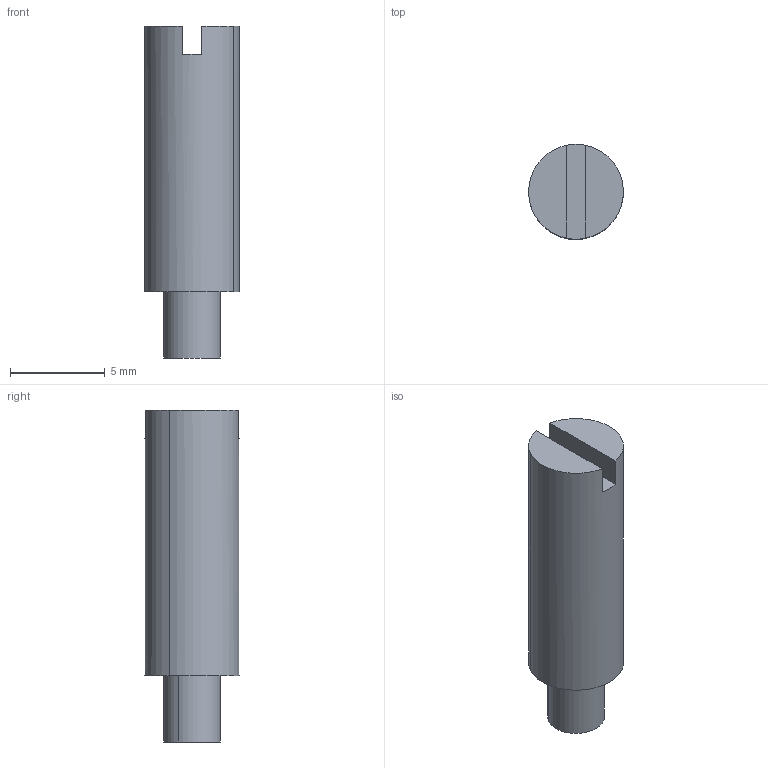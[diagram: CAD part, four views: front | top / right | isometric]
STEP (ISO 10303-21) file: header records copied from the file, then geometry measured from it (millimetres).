
FILE_DESCRIPTION(('CATIA V5R24 STEP','CAx-IF Rec.Pracs.--- Model Styling and Organization---1.2---2011-12-15'),'2;1');
FILE_NAME ('001112-1_1_0168600000_0168600000.stp','2018-08-27T09:46:55+00:00',('none'),('Weidmueller'),'CATIA Version 5-6 Release 2014 SP4 HF52','CATIA V5 STEP AP214','none');
FILE_SCHEMA(('AUTOMOTIVE_DESIGN { 1 0 10303 214 1 1 1 1 }'));
Length unit declared in the file: millimetre
Products named in the file (1): 0168600000
Bounding box: 5 x 5 x 17.5 mm (x, y, z)
Volume: 292.2 mm3; surface area: 303.8 mm2
Topology: 1 solids, 1 shells, 11 faces, 24 edges, 16 vertices
Faces by surface type: plane 7, cylinder 4
Entity records: 331 total; most frequent: CARTESIAN_POINT 54, DIRECTION 50, ORIENTED_EDGE 48, AXIS2_PLACEMENT_3D 26, EDGE_CURVE 24, VERTEX_POINT 16, VECTOR 12, CIRCLE 12
